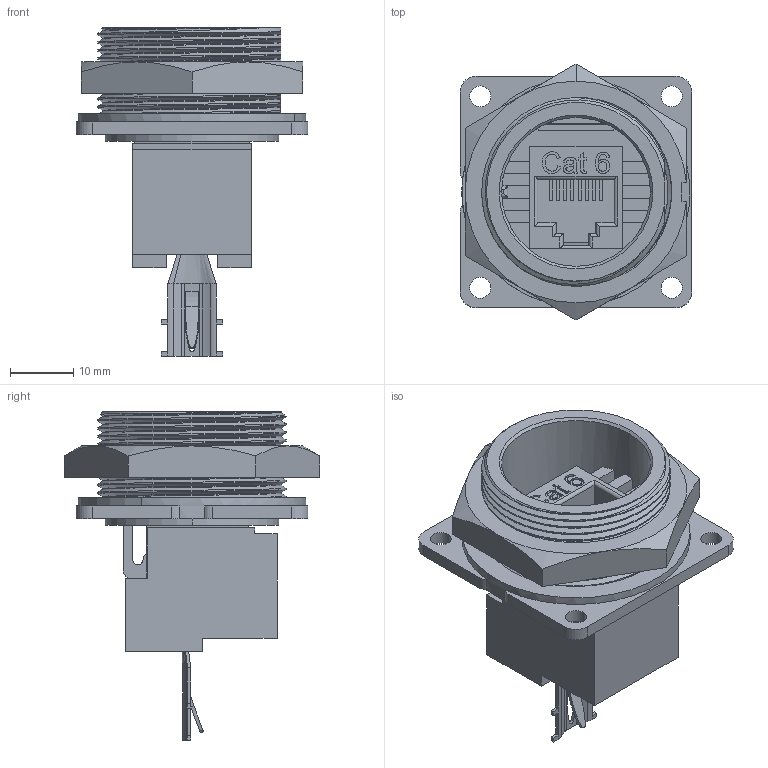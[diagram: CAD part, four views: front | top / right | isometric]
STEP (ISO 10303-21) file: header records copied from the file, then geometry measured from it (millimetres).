
FILE_DESCRIPTION (( 'STEP AP203' ), '1' );
FILE_NAME ('DCP-RJ6ST-RD.STEP', '2013-03-01T14:48:22', ( 'J0FPBF1' ), ( '' ), 'SwSTEP 2.0', 'SolidWorks 2012', '' );
FILE_SCHEMA (( 'CONFIG_CONTROL_DESIGN' ));
Length unit declared in the file: inch
Products named in the file (1): DCP-RJ6ST-RD
Bounding box: 36.53 x 40.33 x 51.8 mm (x, y, z)
Volume: 17621.1 mm3; surface area: 11732.8 mm2
Topology: 2 solids, 2 shells, 407 faces, 1136 edges, 741 vertices
Faces by surface type: plane 198, cylinder 121, bspline 76, cone 12
Entity records: 24364 total; most frequent: CARTESIAN_POINT 14713, ORIENTED_EDGE 2268, DIRECTION 1622, EDGE_CURVE 1134, VERTEX_POINT 741, LINE 694, VECTOR 694, AXIS2_PLACEMENT_3D 464
